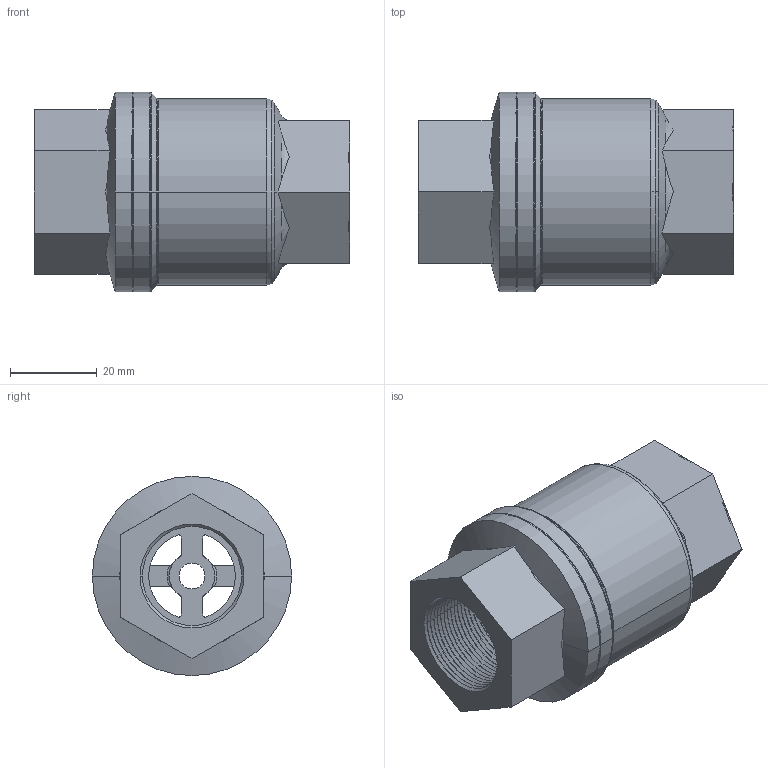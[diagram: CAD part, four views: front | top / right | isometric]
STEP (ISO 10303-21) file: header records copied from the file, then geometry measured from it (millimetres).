
FILE_DESCRIPTION((''),'2;1');
FILE_NAME('2023-DN20_ASM','2015-10-26T',('Administrator'),(''),'PRO/ENGINEER BY PARAMETRIC TECHNOLOGY CORPORATION, 2011080','PRO/ENGINEER BY PARAMETRIC TECHNOLOGY CORPORATION, 2011080','');
FILE_SCHEMA(('CONFIG_CONTROL_DESIGN'));
Length unit declared in the file: millimetre
Products named in the file (4): TMP_DWG-3DSOLID_369004; TMP_DWG-3DSOLID_369016; PRT0003; 2023-DN20_ASM
Assembly tree (3 placements, depth 2):
  2023-DN20_ASM
    TMP_DWG-3DSOLID_369004
    TMP_DWG-3DSOLID_369016
    PRT0003
Bounding box: 72.9 x 46 x 46 mm (x, y, z)
Volume: 48852.9 mm3; surface area: 24631 mm2
Topology: 2 solids, 2 shells, 324 faces, 765 edges, 449 vertices
Faces by surface type: cone 192, cylinder 48, torus 46, plane 38
Entity records: 9571 total; most frequent: CARTESIAN_POINT 1818, DIRECTION 1782, ORIENTED_EDGE 1530, EDGE_CURVE 765, AXIS2_PLACEMENT_3D 742, VERTEX_POINT 449, CIRCLE 411, EDGE_LOOP 340
